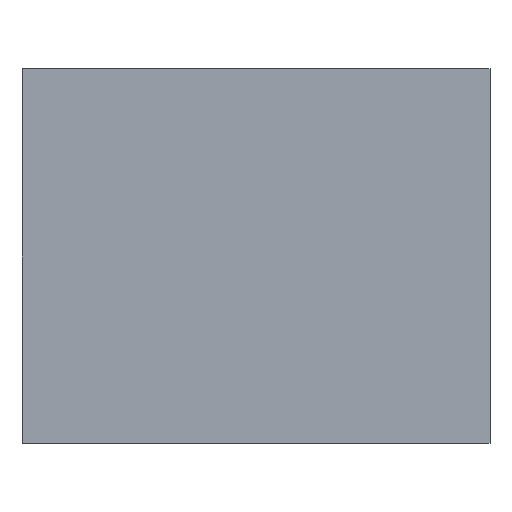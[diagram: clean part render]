
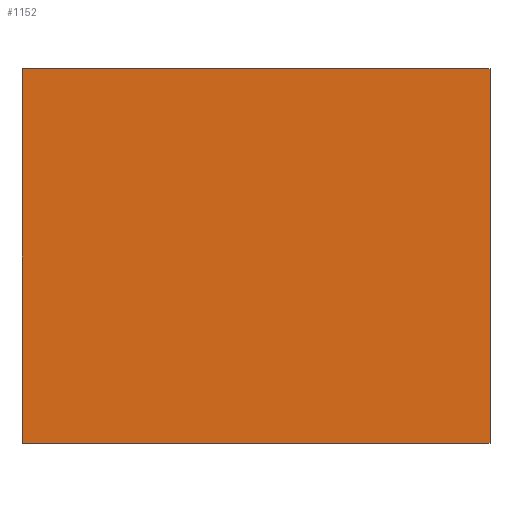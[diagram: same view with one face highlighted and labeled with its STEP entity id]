
A CAD part, front view. The second image highlights one B-rep face of the part: STEP entity #1152.
In plain terms, the highlighted planar face has unit normal (0, -1, 0).
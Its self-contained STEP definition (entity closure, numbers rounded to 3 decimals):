
#1010=CARTESIAN_POINT('Line Origine',(-200.,-480.,-100.)) ;
#1014=CARTESIAN_POINT('Vertex',(50.,-480.,-100.)) ;
#1016=CARTESIAN_POINT('Vertex',(-450.,-480.,-100.)) ;
#1050=CARTESIAN_POINT('Line Origine',(-450.,-480.,100.)) ;
#1054=CARTESIAN_POINT('Vertex',(-450.,-480.,300.)) ;
#1081=CARTESIAN_POINT('Line Origine',(-200.,-480.,300.)) ;
#1085=CARTESIAN_POINT('Vertex',(50.,-480.,300.)) ;
#1112=CARTESIAN_POINT('Line Origine',(50.,-480.,100.)) ;
#1141=CARTESIAN_POINT('Axis2P3D Location',(0.,-480.,0.)) ;
#1011=DIRECTION('Vector Direction',(-1.,0.,0.)) ;
#1051=DIRECTION('Vector Direction',(0.,0.,1.)) ;
#1082=DIRECTION('Vector Direction',(1.,0.,0.)) ;
#1113=DIRECTION('Vector Direction',(0.,0.,-1.)) ;
#1142=DIRECTION('Axis2P3D Direction',(0.,1.,0.)) ;
#1143=DIRECTION('Axis2P3D XDirection',(-1.,0.,0.)) ;
#1144=AXIS2_PLACEMENT_3D('Plane Axis2P3D',#1141,#1142,#1143) ;
#1147=ORIENTED_EDGE('',*,*,#1116,.F.) ;
#1148=ORIENTED_EDGE('',*,*,#1087,.F.) ;
#1149=ORIENTED_EDGE('',*,*,#1056,.F.) ;
#1150=ORIENTED_EDGE('',*,*,#1018,.F.) ;
#1012=VECTOR('Line Direction',#1011,1.) ;
#1052=VECTOR('Line Direction',#1051,1.) ;
#1083=VECTOR('Line Direction',#1082,1.) ;
#1114=VECTOR('Line Direction',#1113,1.) ;
#1152=ADVANCED_FACE('',(#1151),#1145,.F.) ;
#1018=EDGE_CURVE('',#1015,#1017,#1013,.T.) ;
#1056=EDGE_CURVE('',#1017,#1055,#1053,.T.) ;
#1087=EDGE_CURVE('',#1055,#1086,#1084,.T.) ;
#1116=EDGE_CURVE('',#1086,#1015,#1115,.T.) ;
#1146=EDGE_LOOP('',(#1147,#1148,#1149,#1150)) ;
#1151=FACE_OUTER_BOUND('',#1146,.T.) ;
#1013=LINE('Line',#1010,#1012) ;
#1053=LINE('Line',#1050,#1052) ;
#1084=LINE('Line',#1081,#1083) ;
#1115=LINE('Line',#1112,#1114) ;
#1145=PLANE('Plane',#1144) ;
#1015=VERTEX_POINT('',#1014) ;
#1017=VERTEX_POINT('',#1016) ;
#1055=VERTEX_POINT('',#1054) ;
#1086=VERTEX_POINT('',#1085) ;
